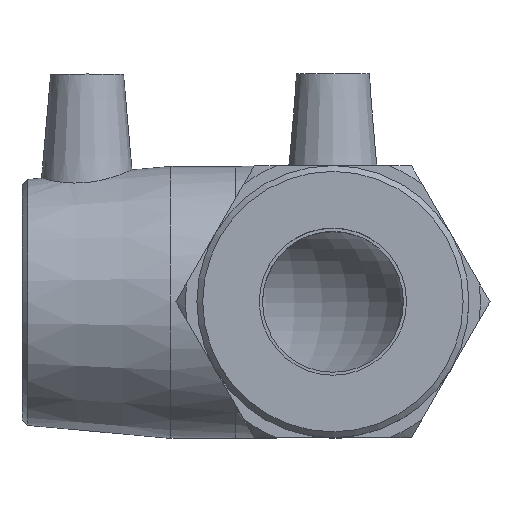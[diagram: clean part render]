
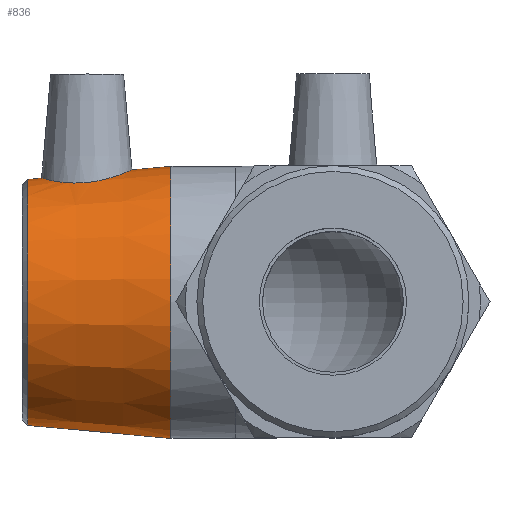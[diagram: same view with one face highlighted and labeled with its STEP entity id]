
A CAD part, top view. The second image highlights one B-rep face of the part: STEP entity #836.
In plain terms, the highlighted conical face has half-angle 5.217 degrees and reference radius 26.6 mm.
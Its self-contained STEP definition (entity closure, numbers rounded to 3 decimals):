
#18=B_SPLINE_CURVE_WITH_KNOTS('',3,(#1450,#1451,#1452,#1453,#1454,#1455,
#1456,#1457,#1458,#1459,#1460,#1461,#1462,#1463,#1464,#1465,#1466,#1467,
#1468,#1469,#1470,#1471,#1472,#1473,#1474,#1475,#1476,#1477,#1478,#1479,
#1480,#1481,#1482,#1483),.UNSPECIFIED.,.T.,.F.,(4,2,2,2,2,2,2,2,2,2,2,2,
2,2,2,2,4),(0.,0.346,0.692,1.041,1.389,
1.738,2.087,2.432,2.778,3.15,
3.522,3.886,4.249,4.612,4.976,
5.347,5.719),.UNSPECIFIED.);
#38=FACE_BOUND('',#239,.T.);
#39=FACE_BOUND('',#240,.T.);
#169=FACE_OUTER_BOUND('',#238,.T.);
#238=EDGE_LOOP('',(#662));
#239=EDGE_LOOP('',(#663));
#240=EDGE_LOOP('',(#664));
#335=CIRCLE('',#925,25.309);
#336=CIRCLE('',#927,28.);
#440=VERTEX_POINT('',#1444);
#441=VERTEX_POINT('',#1447);
#442=VERTEX_POINT('',#1449);
#535=EDGE_CURVE('',#440,#440,#335,.T.);
#536=EDGE_CURVE('',#441,#441,#336,.T.);
#537=EDGE_CURVE('',#442,#442,#18,.T.);
#662=ORIENTED_EDGE('',*,*,#536,.F.);
#663=ORIENTED_EDGE('',*,*,#537,.T.);
#664=ORIENTED_EDGE('',*,*,#535,.F.);
#806=CONICAL_SURFACE('',#926,26.6,5.217);
#836=ADVANCED_FACE('',(#169,#38,#39),#806,.T.);
#925=AXIS2_PLACEMENT_3D('',#1445,#1105,#1106);
#926=AXIS2_PLACEMENT_3D('',#1446,#1107,#1108);
#927=AXIS2_PLACEMENT_3D('',#1448,#1109,#1110);
#1105=DIRECTION('center_axis',(-1.,0.,0.));
#1106=DIRECTION('ref_axis',(0.,-1.,0.));
#1107=DIRECTION('center_axis',(1.,0.,0.));
#1108=DIRECTION('ref_axis',(0.,1.,0.));
#1109=DIRECTION('center_axis',(1.,0.,0.));
#1110=DIRECTION('ref_axis',(0.,0.,-1.));
#1444=CARTESIAN_POINT('',(-62.805,25.309,0.));
#1445=CARTESIAN_POINT('Origin',(-62.805,0.,0.));
#1446=CARTESIAN_POINT('Origin',(-48.667,0.,
0.));
#1447=CARTESIAN_POINT('',(-33.333,28.,0.));
#1448=CARTESIAN_POINT('Origin',(-33.333,0.,
0.));
#1449=CARTESIAN_POINT('',(-50.979,24.639,9.449));
#1450=CARTESIAN_POINT('Ctrl Pts',(-50.979,24.639,9.449));
#1451=CARTESIAN_POINT('Ctrl Pts',(-52.128,24.541,9.411));
#1452=CARTESIAN_POINT('Ctrl Pts',(-53.346,24.53,9.141));
#1453=CARTESIAN_POINT('Ctrl Pts',(-55.569,24.668,8.135));
#1454=CARTESIAN_POINT('Ctrl Pts',(-56.574,24.812,7.4));
#1455=CARTESIAN_POINT('Ctrl Pts',(-58.157,25.101,5.735));
#1456=CARTESIAN_POINT('Ctrl Pts',(-58.842,25.266,4.687));
#1457=CARTESIAN_POINT('Ctrl Pts',(-59.751,25.501,2.401));
#1458=CARTESIAN_POINT('Ctrl Pts',(-59.975,25.567,1.162));
#1459=CARTESIAN_POINT('Ctrl Pts',(-59.975,25.567,-1.162));
#1460=CARTESIAN_POINT('Ctrl Pts',(-59.751,25.501,-2.401));
#1461=CARTESIAN_POINT('Ctrl Pts',(-58.842,25.266,-4.687));
#1462=CARTESIAN_POINT('Ctrl Pts',(-58.157,25.101,-5.735));
#1463=CARTESIAN_POINT('Ctrl Pts',(-56.574,24.812,-7.4));
#1464=CARTESIAN_POINT('Ctrl Pts',(-55.569,24.668,-8.135));
#1465=CARTESIAN_POINT('Ctrl Pts',(-53.346,24.53,-9.141));
#1466=CARTESIAN_POINT('Ctrl Pts',(-52.128,24.541,-9.411));
#1467=CARTESIAN_POINT('Ctrl Pts',(-49.745,24.745,-9.489));
#1468=CARTESIAN_POINT('Ctrl Pts',(-48.443,24.961,-9.267));
#1469=CARTESIAN_POINT('Ctrl Pts',(-46.067,25.524,-8.31));
#1470=CARTESIAN_POINT('Ctrl Pts',(-44.991,25.864,-7.576));
#1471=CARTESIAN_POINT('Ctrl Pts',(-43.312,26.455,-5.891));
#1472=CARTESIAN_POINT('Ctrl Pts',(-42.586,26.748,-4.832));
#1473=CARTESIAN_POINT('Ctrl Pts',(-41.617,27.155,-2.493));
#1474=CARTESIAN_POINT('Ctrl Pts',(-41.373,27.266,-1.211));
#1475=CARTESIAN_POINT('Ctrl Pts',(-41.373,27.266,1.211));
#1476=CARTESIAN_POINT('Ctrl Pts',(-41.617,27.155,2.493));
#1477=CARTESIAN_POINT('Ctrl Pts',(-42.586,26.748,4.832));
#1478=CARTESIAN_POINT('Ctrl Pts',(-43.312,26.455,5.891));
#1479=CARTESIAN_POINT('Ctrl Pts',(-44.991,25.864,7.576));
#1480=CARTESIAN_POINT('Ctrl Pts',(-46.067,25.524,8.31));
#1481=CARTESIAN_POINT('Ctrl Pts',(-48.443,24.961,9.267));
#1482=CARTESIAN_POINT('Ctrl Pts',(-49.745,24.745,9.489));
#1483=CARTESIAN_POINT('Ctrl Pts',(-50.979,24.639,9.449));
